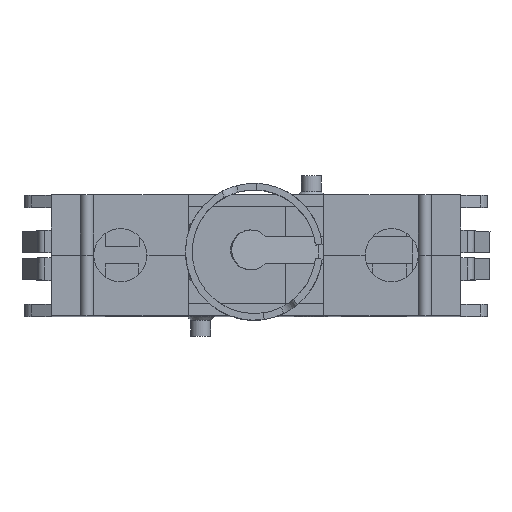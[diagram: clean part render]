
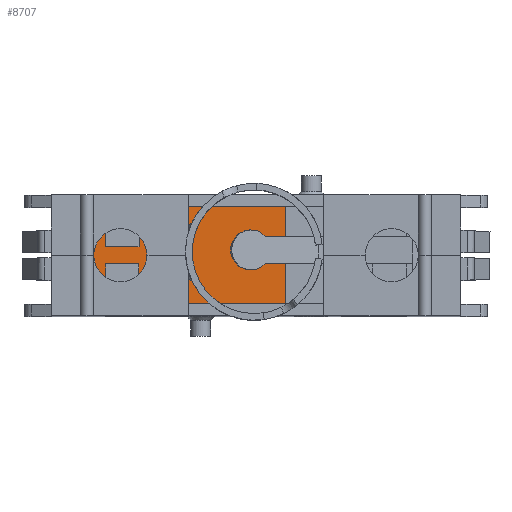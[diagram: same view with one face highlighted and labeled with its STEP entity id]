
A CAD part, top view. The second image highlights one B-rep face of the part: STEP entity #8707.
In plain terms, the highlighted planar face has unit normal (0, 0, 1).
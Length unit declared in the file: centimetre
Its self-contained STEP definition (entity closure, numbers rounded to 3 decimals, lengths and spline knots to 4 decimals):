
#165=B_SPLINE_CURVE_WITH_KNOTS('',3,(#12464,#12465,#12466,#12467,#12468,
#12469),.UNSPECIFIED.,.F.,.F.,(4,2,4),(-0.0489,-0.0244,
-0.0218),.UNSPECIFIED.);
#166=B_SPLINE_CURVE_WITH_KNOTS('',3,(#12471,#12472,#12473,#12474),
 .UNSPECIFIED.,.F.,.F.,(4,4),(-0.4173,0.),.UNSPECIFIED.);
#167=B_SPLINE_CURVE_WITH_KNOTS('',3,(#12476,#12477,#12478,#12479,#12480,
#12481),.UNSPECIFIED.,.F.,.F.,(4,2,4),(-0.0271,-0.0244,
0.),.UNSPECIFIED.);
#168=B_SPLINE_CURVE_WITH_KNOTS('',3,(#12483,#12484,#12485,#12486),
 .UNSPECIFIED.,.F.,.F.,(4,4),(-0.0489,-0.0271),
 .UNSPECIFIED.);
#169=B_SPLINE_CURVE_WITH_KNOTS('',3,(#12488,#12489,#12490,#12491),
 .UNSPECIFIED.,.F.,.F.,(4,4),(-0.3969,0.),.UNSPECIFIED.);
#170=B_SPLINE_CURVE_WITH_KNOTS('',3,(#12492,#12493,#12494,#12495),
 .UNSPECIFIED.,.F.,.F.,(4,4),(-0.0218,0.),.UNSPECIFIED.);
#483=FACE_BOUND('',#1080,.T.);
#587=FACE_OUTER_BOUND('',#1079,.T.);
#1079=EDGE_LOOP('',(#5878,#5879,#5880,#5881,#5882,#5883,#5884,#5885,#5886,
#5887,#5888,#5889,#5890));
#1080=EDGE_LOOP('',(#5891,#5892,#5893,#5894,#5895,#5896));
#1671=LINE('',#12346,#2636);
#1696=LINE('',#12395,#2661);
#1700=LINE('',#12403,#2665);
#1721=LINE('',#12445,#2686);
#1722=LINE('',#12447,#2687);
#1723=LINE('',#12449,#2688);
#1724=LINE('',#12451,#2689);
#1725=LINE('',#12453,#2690);
#1726=LINE('',#12455,#2691);
#1727=LINE('',#12456,#2692);
#1728=LINE('',#12458,#2693);
#1729=LINE('',#12460,#2694);
#1730=LINE('',#12461,#2695);
#2636=VECTOR('',#9988,0.73);
#2661=VECTOR('',#10023,1.0982);
#2665=VECTOR('',#10027,0.25);
#2686=VECTOR('',#10056,1.0982);
#2687=VECTOR('',#10057,0.3);
#2688=VECTOR('',#10058,0.25);
#2689=VECTOR('',#10059,0.3);
#2690=VECTOR('',#10060,0.25);
#2691=VECTOR('',#10061,0.125);
#2692=VECTOR('',#10062,0.605);
#2693=VECTOR('',#10063,0.3);
#2694=VECTOR('',#10064,0.25);
#2695=VECTOR('',#10065,0.3);
#3580=VERTEX_POINT('',#12344);
#3581=VERTEX_POINT('',#12345);
#3600=VERTEX_POINT('',#12394);
#3603=VERTEX_POINT('',#12400);
#3604=VERTEX_POINT('',#12402);
#3621=VERTEX_POINT('',#12444);
#3622=VERTEX_POINT('',#12446);
#3623=VERTEX_POINT('',#12448);
#3624=VERTEX_POINT('',#12450);
#3625=VERTEX_POINT('',#12452);
#3626=VERTEX_POINT('',#12454);
#3627=VERTEX_POINT('',#12457);
#3628=VERTEX_POINT('',#12459);
#3629=VERTEX_POINT('',#12462);
#3630=VERTEX_POINT('',#12463);
#3631=VERTEX_POINT('',#12470);
#3632=VERTEX_POINT('',#12475);
#3633=VERTEX_POINT('',#12482);
#3634=VERTEX_POINT('',#12487);
#4457=EDGE_CURVE('',#3580,#3581,#1671,.T.);
#4482=EDGE_CURVE('',#3581,#3600,#1696,.T.);
#4486=EDGE_CURVE('',#3603,#3604,#1700,.T.);
#4507=EDGE_CURVE('',#3621,#3580,#1721,.T.);
#4508=EDGE_CURVE('',#3622,#3621,#1722,.T.);
#4509=EDGE_CURVE('',#3623,#3622,#1723,.T.);
#4510=EDGE_CURVE('',#3624,#3623,#1724,.T.);
#4511=EDGE_CURVE('',#3625,#3624,#1725,.T.);
#4512=EDGE_CURVE('',#3626,#3625,#1726,.T.);
#4513=EDGE_CURVE('',#3604,#3626,#1727,.T.);
#4514=EDGE_CURVE('',#3627,#3603,#1728,.T.);
#4515=EDGE_CURVE('',#3628,#3627,#1729,.T.);
#4516=EDGE_CURVE('',#3600,#3628,#1730,.T.);
#4517=EDGE_CURVE('',#3629,#3630,#165,.T.);
#4518=EDGE_CURVE('',#3631,#3629,#166,.T.);
#4519=EDGE_CURVE('',#3632,#3631,#167,.T.);
#4520=EDGE_CURVE('',#3633,#3632,#168,.T.);
#4521=EDGE_CURVE('',#3634,#3633,#169,.T.);
#4522=EDGE_CURVE('',#3630,#3634,#170,.T.);
#5878=ORIENTED_EDGE('',*,*,#4482,.F.);
#5879=ORIENTED_EDGE('',*,*,#4457,.F.);
#5880=ORIENTED_EDGE('',*,*,#4507,.F.);
#5881=ORIENTED_EDGE('',*,*,#4508,.F.);
#5882=ORIENTED_EDGE('',*,*,#4509,.F.);
#5883=ORIENTED_EDGE('',*,*,#4510,.F.);
#5884=ORIENTED_EDGE('',*,*,#4511,.F.);
#5885=ORIENTED_EDGE('',*,*,#4512,.F.);
#5886=ORIENTED_EDGE('',*,*,#4513,.F.);
#5887=ORIENTED_EDGE('',*,*,#4486,.F.);
#5888=ORIENTED_EDGE('',*,*,#4514,.F.);
#5889=ORIENTED_EDGE('',*,*,#4515,.F.);
#5890=ORIENTED_EDGE('',*,*,#4516,.F.);
#5891=ORIENTED_EDGE('',*,*,#4517,.F.);
#5892=ORIENTED_EDGE('',*,*,#4518,.F.);
#5893=ORIENTED_EDGE('',*,*,#4519,.F.);
#5894=ORIENTED_EDGE('',*,*,#4520,.F.);
#5895=ORIENTED_EDGE('',*,*,#4521,.F.);
#5896=ORIENTED_EDGE('',*,*,#4522,.F.);
#8343=PLANE('',#9204);
#8707=ADVANCED_FACE('',(#587,#483),#8343,.T.);
#9204=AXIS2_PLACEMENT_3D('',#12443,#10054,#10055);
#9988=DIRECTION('',(0.,-1.,0.));
#10023=DIRECTION('',(-1.,0.,0.));
#10027=DIRECTION('',(-1.,0.,0.));
#10054=DIRECTION('center_axis',(0.,0.,1.));
#10055=DIRECTION('ref_axis',(1.,0.,0.));
#10056=DIRECTION('',(1.,0.,0.));
#10057=DIRECTION('',(0.,1.,0.));
#10058=DIRECTION('',(1.,0.,0.));
#10059=DIRECTION('',(0.,-1.,0.));
#10060=DIRECTION('',(1.,0.,0.));
#10061=DIRECTION('',(0.,1.,0.));
#10062=DIRECTION('',(0.,1.,0.));
#10063=DIRECTION('',(0.,-1.,0.));
#10064=DIRECTION('',(-1.,0.,0.));
#10065=DIRECTION('',(0.,1.,0.));
#12344=CARTESIAN_POINT('',(0.2082,0.2075,1.4676));
#12345=CARTESIAN_POINT('',(0.2082,-0.5225,1.4676));
#12346=CARTESIAN_POINT('',(0.2082,0.0403,1.4676));
#12394=CARTESIAN_POINT('',(-0.89,-0.5225,1.4676));
#12395=CARTESIAN_POINT('',(-0.4273,-0.5225,1.4676));
#12400=CARTESIAN_POINT('',(-1.14,-0.5225,1.4676));
#12402=CARTESIAN_POINT('',(-1.39,-0.5225,1.4676));
#12403=CARTESIAN_POINT('',(-0.4273,-0.5225,1.4676));
#12443=CARTESIAN_POINT('Origin',(-0.8445,-0.1576,
1.4676));
#12444=CARTESIAN_POINT('',(-0.89,0.2075,1.4676));
#12445=CARTESIAN_POINT('',(0.0109,0.2075,1.4676));
#12446=CARTESIAN_POINT('',(-0.89,-0.0925,1.4676));
#12447=CARTESIAN_POINT('',(-0.89,0.025,1.4676));
#12448=CARTESIAN_POINT('',(-1.14,-0.0925,1.4676));
#12449=CARTESIAN_POINT('',(-0.9298,-0.0925,1.4676));
#12450=CARTESIAN_POINT('',(-1.14,0.2075,1.4676));
#12451=CARTESIAN_POINT('',(-1.14,0.025,1.4676));
#12452=CARTESIAN_POINT('',(-1.39,0.2075,1.4676));
#12453=CARTESIAN_POINT('',(-0.4273,0.2075,1.4676));
#12454=CARTESIAN_POINT('',(-1.39,0.0825,1.4676));
#12455=CARTESIAN_POINT('',(-1.39,-0.1575,1.4676));
#12456=CARTESIAN_POINT('',(-1.39,-0.1575,1.4676));
#12457=CARTESIAN_POINT('',(-1.14,-0.2225,1.4676));
#12458=CARTESIAN_POINT('',(-1.14,-0.34,1.4676));
#12459=CARTESIAN_POINT('',(-0.89,-0.2225,1.4676));
#12460=CARTESIAN_POINT('',(-0.9298,-0.2225,1.4676));
#12461=CARTESIAN_POINT('',(-0.89,-0.34,1.4676));
#12462=CARTESIAN_POINT('',(-0.5176,-0.3396,1.4676));
#12463=CARTESIAN_POINT('',(-0.4911,-0.334,1.4676));
#12464=CARTESIAN_POINT('Ctrl Pts',(-0.5176,-0.3396,
1.4676));
#12465=CARTESIAN_POINT('Ctrl Pts',(-0.5096,-0.3379,
1.4676));
#12466=CARTESIAN_POINT('Ctrl Pts',(-0.5016,-0.3362,
1.4676));
#12467=CARTESIAN_POINT('Ctrl Pts',(-0.4928,-0.3344,
1.4676));
#12468=CARTESIAN_POINT('Ctrl Pts',(-0.4919,-0.3342,
1.4676));
#12469=CARTESIAN_POINT('Ctrl Pts',(-0.4911,-0.334,
1.4676));
#12470=CARTESIAN_POINT('',(-0.5176,0.0746,1.4676));
#12471=CARTESIAN_POINT('Ctrl Pts',(-0.5176,0.0746,
1.4676));
#12472=CARTESIAN_POINT('Ctrl Pts',(-0.547,-0.0592,
1.4676));
#12473=CARTESIAN_POINT('Ctrl Pts',(-0.547,-0.2058,
1.4676));
#12474=CARTESIAN_POINT('Ctrl Pts',(-0.5176,-0.3396,
1.4676));
#12475=CARTESIAN_POINT('',(-0.4911,0.069,1.4676));
#12476=CARTESIAN_POINT('Ctrl Pts',(-0.4911,0.069,
1.4676));
#12477=CARTESIAN_POINT('Ctrl Pts',(-0.4919,0.0692,
1.4676));
#12478=CARTESIAN_POINT('Ctrl Pts',(-0.4928,0.0694,
1.4676));
#12479=CARTESIAN_POINT('Ctrl Pts',(-0.5016,0.0712,
1.4676));
#12480=CARTESIAN_POINT('Ctrl Pts',(-0.5096,0.0729,
1.4676));
#12481=CARTESIAN_POINT('Ctrl Pts',(-0.5176,0.0746,
1.4676));
#12482=CARTESIAN_POINT('',(-0.4697,0.0646,1.4676));
#12483=CARTESIAN_POINT('Ctrl Pts',(-0.4697,0.0646,
1.4676));
#12484=CARTESIAN_POINT('Ctrl Pts',(-0.4768,0.0661,
1.4676));
#12485=CARTESIAN_POINT('Ctrl Pts',(-0.484,0.0675,
1.4676));
#12486=CARTESIAN_POINT('Ctrl Pts',(-0.4911,0.069,
1.4676));
#12487=CARTESIAN_POINT('',(-0.4697,-0.3296,1.4676));
#12488=CARTESIAN_POINT('Ctrl Pts',(-0.4697,-0.3296,
1.4676));
#12489=CARTESIAN_POINT('Ctrl Pts',(-0.4963,-0.2021,
1.4676));
#12490=CARTESIAN_POINT('Ctrl Pts',(-0.4963,-0.0629,
1.4676));
#12491=CARTESIAN_POINT('Ctrl Pts',(-0.4697,0.0646,
1.4676));
#12492=CARTESIAN_POINT('Ctrl Pts',(-0.4911,-0.334,
1.4676));
#12493=CARTESIAN_POINT('Ctrl Pts',(-0.484,-0.3325,
1.4676));
#12494=CARTESIAN_POINT('Ctrl Pts',(-0.4768,-0.3311,
1.4676));
#12495=CARTESIAN_POINT('Ctrl Pts',(-0.4697,-0.3296,
1.4676));
